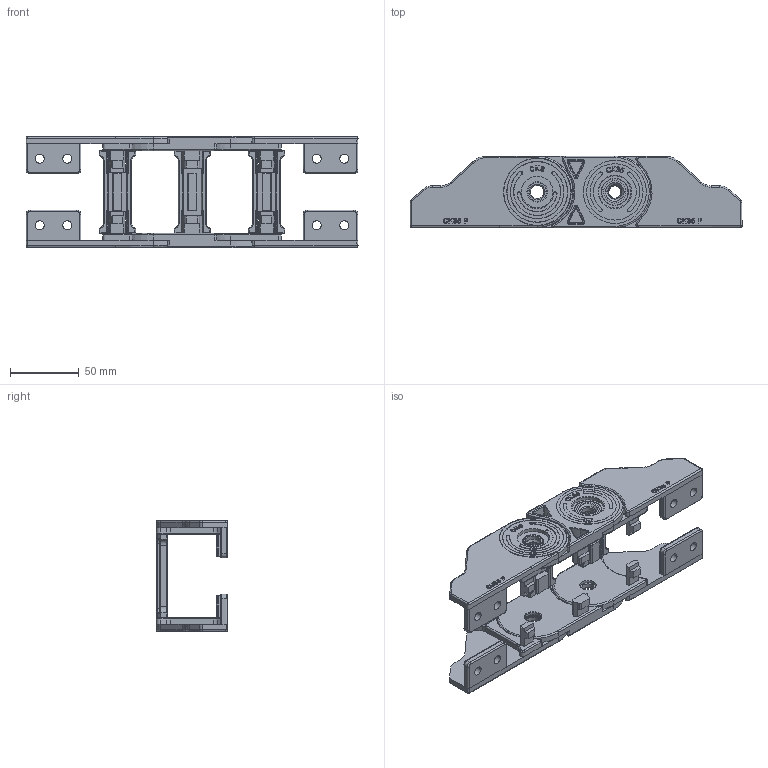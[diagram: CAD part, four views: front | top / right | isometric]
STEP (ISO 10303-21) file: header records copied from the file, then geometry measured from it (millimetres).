
FILE_DESCRIPTION (( 'STEP AP203' ), '1' );
FILE_NAME ('CK35-A060-ESKÝ AYAK.STEP', '2019-09-16T12:20:03', ( '' ), ( '' ), 'SwSTEP 2.0', 'SolidWorks 2017', '' );
FILE_SCHEMA (( 'CONFIG_CONTROL_DESIGN' ));
Products named in the file (1): CK35-A060-ESKÝ AYAK
Bounding box: 241.54 x 52.02 x 81.11 mm (x, y, z)
Volume: 182564.3 mm3; surface area: 111466 mm2
Topology: 9 solids, 9 shells, 2262 faces, 5726 edges, 3564 vertices
Faces by surface type: plane 840, cylinder 722, bspline 394, torus 228, sphere 44, cone 34
Entity records: 101881 total; most frequent: CARTESIAN_POINT 50327, ORIENTED_EDGE 11356, DIRECTION 9712, EDGE_CURVE 5678, VERTEX_POINT 3564, AXIS2_PLACEMENT_3D 3359, VECTOR 2994, LINE 2994
